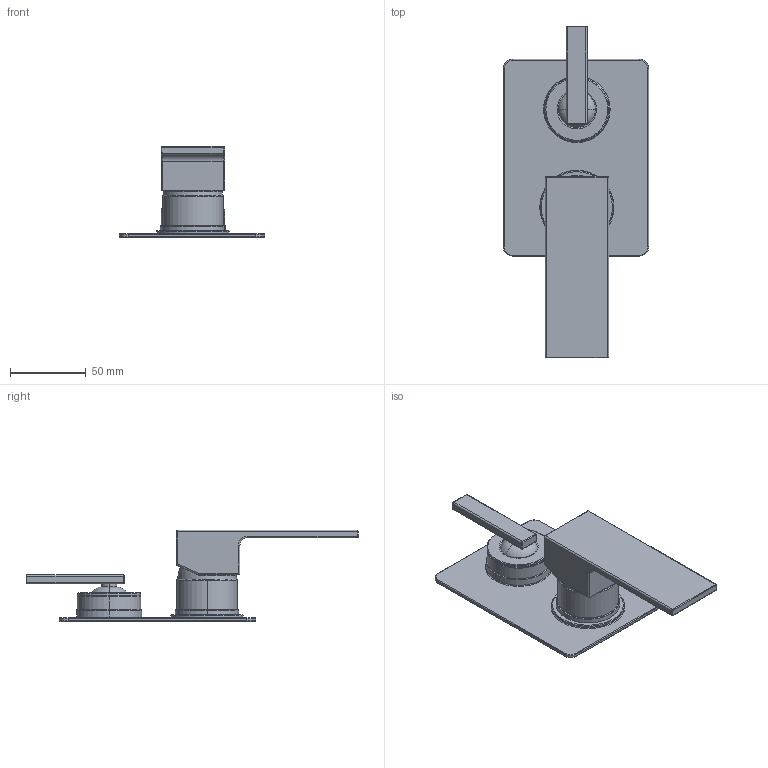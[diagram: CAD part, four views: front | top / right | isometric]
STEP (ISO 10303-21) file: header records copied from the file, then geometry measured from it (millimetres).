
FILE_DESCRIPTION (( 'STEP AP214' ), '1' );
FILE_NAME ('Paini Dax 84PZ6911R.STEP', '2020-03-31T19:13:39', ( 'Andrey' ), ( '' ), 'SwSTEP 2.0', 'SolidWorks 2017', '' );
FILE_SCHEMA (( 'AUTOMOTIVE_DESIGN' ));
Length unit declared in the file: millimetre
Products named in the file (1): Paini Dax 84PZ6911R
Bounding box: 96 x 219.45 x 60.43 mm (x, y, z)
Volume: 165404 mm3; surface area: 47140.2 mm2
Topology: 1 solids, 1 shells, 139 faces, 305 edges, 174 vertices
Faces by surface type: cylinder 58, torus 54, plane 24, bspline 2, sphere 1
Entity records: 3898 total; most frequent: DIRECTION 748, CARTESIAN_POINT 736, ORIENTED_EDGE 608, AXIS2_PLACEMENT_3D 322, EDGE_CURVE 304, CIRCLE 184, VERTEX_POINT 174, EDGE_LOOP 146
